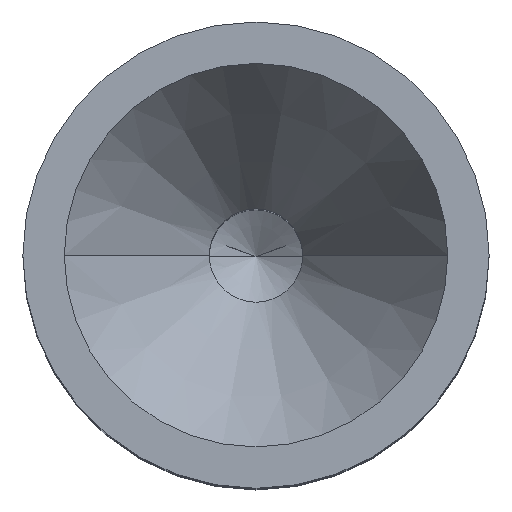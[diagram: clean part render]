
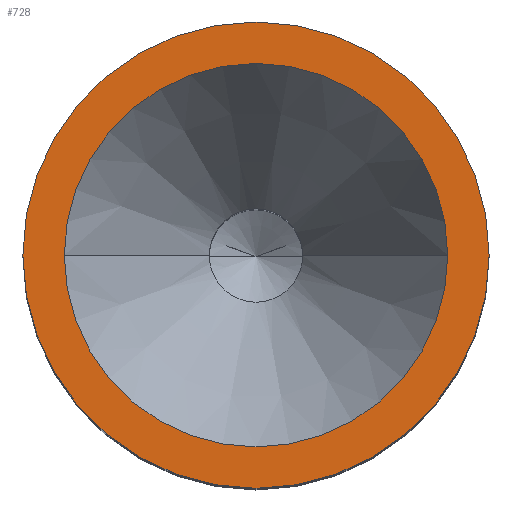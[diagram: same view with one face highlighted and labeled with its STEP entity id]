
A CAD part, top view. The second image highlights one B-rep face of the part: STEP entity #728.
In plain terms, the highlighted planar face has unit normal (0, 0, 1).
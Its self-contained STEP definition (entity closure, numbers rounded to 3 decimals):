
#285=CARTESIAN_POINT('',(0.,0.,12.498));
#286=DIRECTION('',(0.,0.,-1.));
#287=DIRECTION('',(-1.,0.,0.));
#288=AXIS2_PLACEMENT_3D('',#285,#286,#287);
#290=CARTESIAN_POINT('',(0.,0.,12.498));
#291=DIRECTION('',(0.,0.,1.));
#292=DIRECTION('',(-1.,0.,0.));
#293=AXIS2_PLACEMENT_3D('',#290,#291,#292);
#295=CARTESIAN_POINT('',(0.,0.,12.498));
#296=DIRECTION('',(0.,0.,1.));
#297=DIRECTION('',(-1.,0.,0.));
#298=AXIS2_PLACEMENT_3D('',#295,#296,#297);
#304=CARTESIAN_POINT('',(0.,0.,12.498));
#305=DIRECTION('',(0.,0.,-1.));
#306=DIRECTION('',(-1.,0.,0.));
#307=AXIS2_PLACEMENT_3D('',#304,#305,#306);
#344=CARTESIAN_POINT('',(-2.25,0.,12.498));
#346=VERTEX_POINT('',#344);
#347=CARTESIAN_POINT('',(-1.85,0.,12.498));
#349=VERTEX_POINT('',#347);
#366=CARTESIAN_POINT('',(2.25,0.,12.498));
#368=VERTEX_POINT('',#366);
#369=CARTESIAN_POINT('',(1.85,0.,12.498));
#371=VERTEX_POINT('',#369);
#713=CARTESIAN_POINT('',(0.,0.,12.498));
#714=DIRECTION('',(0.,0.,1.));
#715=DIRECTION('',(-1.,0.,0.));
#716=AXIS2_PLACEMENT_3D('',#713,#714,#715);
#717=PLANE('',#716);
#718=ORIENTED_EDGE('',*,*,#708,.T.);
#719=ORIENTED_EDGE('',*,*,#692,.F.);
#720=EDGE_LOOP('',(#718,#719));
#721=FACE_OUTER_BOUND('',#720,.F.);
#723=ORIENTED_EDGE('',*,*,#722,.T.);
#725=ORIENTED_EDGE('',*,*,#724,.F.);
#726=EDGE_LOOP('',(#723,#725));
#727=FACE_BOUND('',#726,.F.);
#728=ADVANCED_FACE('',(#721,#727),#717,.T.);
#289=CIRCLE('',#288,2.25);
#294=CIRCLE('',#293,2.25);
#299=CIRCLE('',#298,1.85);
#308=CIRCLE('',#307,1.85);
#692=EDGE_CURVE('',#346,#368,#294,.T.);
#708=EDGE_CURVE('',#346,#368,#289,.T.);
#722=EDGE_CURVE('',#349,#371,#299,.T.);
#724=EDGE_CURVE('',#349,#371,#308,.T.);
